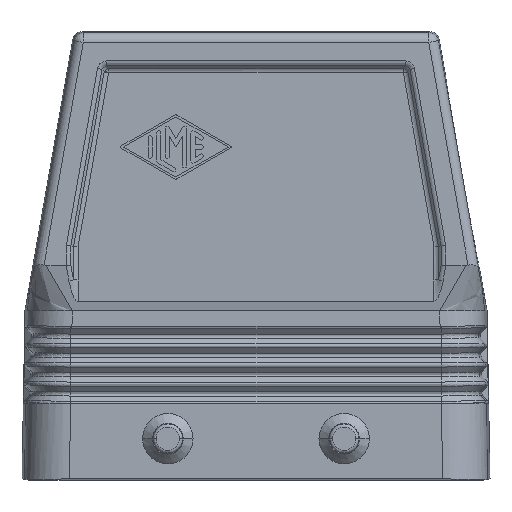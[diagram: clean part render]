
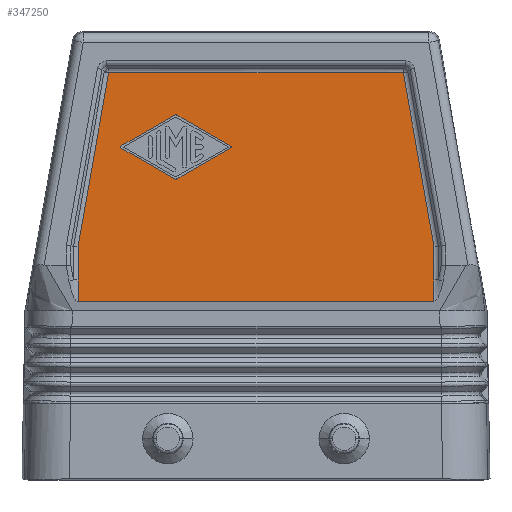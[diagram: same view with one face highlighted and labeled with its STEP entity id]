
A CAD part, front view. The second image highlights one B-rep face of the part: STEP entity #347250.
In plain terms, the highlighted face is planar.
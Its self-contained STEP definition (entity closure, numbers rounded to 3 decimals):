
#23780=CARTESIAN_POINT('',(74.12,40.071,
47.044));
#23790=VERTEX_POINT('',#23780);
#23950=CARTESIAN_POINT('',(74.12,39.74,
47.044));
#23960=VERTEX_POINT('',#23950);
#23990=CARTESIAN_POINT('',(74.12,39.906,47.334));
#24000=DIRECTION('',(-1.,0.,0.));
#24010=DIRECTION('',(0.,-1.,0.));
#24020=AXIS2_PLACEMENT_3D('',#23990,#24000,#24010);
#24030=CIRCLE('',#24020,0.333);
#24040=EDGE_CURVE('',#23790,#23960,#24030,.T.);
#117440=CARTESIAN_POINT('',(74.12,39.74,
56.956));
#117450=VERTEX_POINT('',#117440);
#117610=CARTESIAN_POINT('',(74.12,40.071,
56.956));
#117620=VERTEX_POINT('',#117610);
#117650=CARTESIAN_POINT('',(74.12,39.906,56.666));
#117660=DIRECTION('',(-1.,0.,0.));
#117670=DIRECTION('',(0.,-1.,0.));
#117680=AXIS2_PLACEMENT_3D('',#117650,#117660,#117670);
#117690=CIRCLE('',#117680,0.333);
#117700=EDGE_CURVE('',#117450,#117620,#117690,.T.);
#187360=CARTESIAN_POINT('',(74.12,31.324,
51.855));
#187370=VERTEX_POINT('',#187360);
#187400=CARTESIAN_POINT('',(74.12,24.963,
55.491));
#187410=DIRECTION('',(0.,-0.868,0.496));
#187420=VECTOR('',#187410,1.);
#187430=LINE('',#187400,#187420);
#187440=EDGE_CURVE('',#23960,#187370,#187430,.T.);
#187670=CARTESIAN_POINT('',(74.12,31.324,
52.145));
#187680=VERTEX_POINT('',#187670);
#187780=CARTESIAN_POINT('',(74.12,24.963,
48.509));
#187790=DIRECTION('',(0.,0.868,0.496));
#187800=VECTOR('',#187790,1.);
#187810=LINE('',#187780,#187800);
#187820=EDGE_CURVE('',#187680,#117450,#187810,.T.);
#279680=CARTESIAN_POINT('',(74.12,48.487,
52.145));
#279690=VERTEX_POINT('',#279680);
#279720=CARTESIAN_POINT('',(74.12,24.963,
65.591));
#279730=DIRECTION('',(0.,0.868,-0.496));
#279740=VECTOR('',#279730,1.);
#279750=LINE('',#279720,#279740);
#279760=EDGE_CURVE('',#117620,#279690,#279750,.T.);
#344400=CARTESIAN_POINT('',(74.12,48.487,
51.855));
#344410=VERTEX_POINT('',#344400);
#344440=CARTESIAN_POINT('',(74.12,48.405,52.));
#344450=DIRECTION('',(-1.,0.,0.));
#344460=DIRECTION('',(0.,-1.,0.));
#344470=AXIS2_PLACEMENT_3D('',#344440,#344450,#344460);
#344480=CIRCLE('',#344470,0.167);
#344490=EDGE_CURVE('',#279690,#344410,#344480,.T.);
#346250=CARTESIAN_POINT('',(74.12,54.827,
50.993));
#346260=DIRECTION('',(1.,0.,0.));
#346270=DIRECTION('',(0.,1.,0.));
#346280=AXIS2_PLACEMENT_3D('',#346250,#346260,#346270);
#346290=PLANE('',#346280);
#346300=CARTESIAN_POINT('',(74.12,31.407,52.));
#346310=DIRECTION('',(-1.,0.,0.));
#346320=DIRECTION('',(0.,-1.,0.));
#346330=AXIS2_PLACEMENT_3D('',#346300,#346310,#346320);
#346340=CIRCLE('',#346330,0.167);
#346350=EDGE_CURVE('',#187370,#187680,#346340,.T.);
#346360=ORIENTED_EDGE('',*,*,#346350,.F.);
#346370=ORIENTED_EDGE('',*,*,#187820,.F.);
#346380=ORIENTED_EDGE('',*,*,#117700,.F.);
#346390=ORIENTED_EDGE('',*,*,#279760,.F.);
#346400=ORIENTED_EDGE('',*,*,#344490,.F.);
#346410=CARTESIAN_POINT('',(74.12,24.963,
38.409));
#346420=DIRECTION('',(0.,-0.868,-0.496));
#346430=VECTOR('',#346420,1.);
#346440=LINE('',#346410,#346430);
#346450=EDGE_CURVE('',#344410,#23790,#346440,.T.);
#346460=ORIENTED_EDGE('',*,*,#346450,.F.);
#346470=ORIENTED_EDGE('',*,*,#24040,.F.);
#346480=ORIENTED_EDGE('',*,*,#187440,.F.);
#346490=EDGE_LOOP('',(#346480,#346470,#346460,#346400,#346390,#346380,
#346370,#346360));
#346500=FACE_BOUND('',#346490,.T.);
#346510=CARTESIAN_POINT('',(74.12,25.163,
63.586));
#346520=DIRECTION('',(0.,1.,0.));
#346530=VECTOR('',#346520,1.);
#346540=LINE('',#346510,#346530);
#346550=CARTESIAN_POINT('',(74.12,4.434,
63.586));
#346560=VERTEX_POINT('',#346550);
#346570=CARTESIAN_POINT('',(74.12,50.387,
63.586));
#346580=VERTEX_POINT('',#346570);
#346590=EDGE_CURVE('',#346560,#346580,#346540,.T.);
#346600=ORIENTED_EDGE('',*,*,#346590,.T.);
#346610=CARTESIAN_POINT('',(74.12,-0.738,
34.229));
#346620=DIRECTION('',(0.,0.174,0.985));
#346630=VECTOR('',#346620,1.);
#346640=LINE('',#346610,#346630);
#346650=CARTESIAN_POINT('',(74.12,-0.345,
36.458));
#346660=VERTEX_POINT('',#346650);
#346670=EDGE_CURVE('',#346660,#346560,#346640,.T.);
#346680=ORIENTED_EDGE('',*,*,#346670,.T.);
#346690=CARTESIAN_POINT('',(74.12,-0.345,
34.229));
#346700=DIRECTION('',(0.,0.,1.));
#346710=VECTOR('',#346700,1.);
#346720=LINE('',#346690,#346710);
#346730=CARTESIAN_POINT('',(74.12,-0.345,
31.259));
#346740=VERTEX_POINT('',#346730);
#346750=EDGE_CURVE('',#346740,#346660,#346720,.T.);
#346760=ORIENTED_EDGE('',*,*,#346750,.T.);
#346770=CARTESIAN_POINT('',(74.12,-0.345,
31.259));
#346780=CARTESIAN_POINT('',(74.12,-0.345,
30.694));
#346790=CARTESIAN_POINT('',(74.12,-0.345,
30.13));
#346800=CARTESIAN_POINT('',(74.12,-0.345,
29.565));
#346810=CARTESIAN_POINT('',(74.12,-0.345,
29.));
#346820=CARTESIAN_POINT('',(74.12,-0.345,
28.436));
#346830=CARTESIAN_POINT('',(74.12,-0.345,
27.871));
#346840=B_SPLINE_CURVE_WITH_KNOTS('',6,(#346770,#346780,#346790,#346800,
#346810,#346820,#346830),.UNSPECIFIED.,.F.,.F.,(7,7),(0.,1.),
.UNSPECIFIED.);
#346850=CARTESIAN_POINT('',(74.12,-0.345,
27.871));
#346860=VERTEX_POINT('',#346850);
#346870=EDGE_CURVE('',#346740,#346860,#346840,.T.);
#346880=ORIENTED_EDGE('',*,*,#346870,.F.);
#346890=CARTESIAN_POINT('',(74.12,25.163,
27.871));
#346900=DIRECTION('',(0.,1.,0.));
#346910=VECTOR('',#346900,1.);
#346920=LINE('',#346890,#346910);
#346930=CARTESIAN_POINT('',(74.12,55.165,
27.871));
#346940=VERTEX_POINT('',#346930);
#346950=EDGE_CURVE('',#346860,#346940,#346920,.T.);
#346960=ORIENTED_EDGE('',*,*,#346950,.F.);
#346970=CARTESIAN_POINT('',(74.12,55.165,
27.871));
#346980=CARTESIAN_POINT('',(74.12,55.165,
28.436));
#346990=CARTESIAN_POINT('',(74.12,55.165,
29.));
#347000=CARTESIAN_POINT('',(74.12,55.165,
29.565));
#347010=CARTESIAN_POINT('',(74.12,55.165,
30.13));
#347020=CARTESIAN_POINT('',(74.12,55.165,
30.694));
#347030=CARTESIAN_POINT('',(74.12,55.165,
31.259));
#347040=B_SPLINE_CURVE_WITH_KNOTS('',6,(#346970,#346980,#346990,#347000,
#347010,#347020,#347030),.UNSPECIFIED.,.F.,.F.,(7,7),(0.,1.),
.UNSPECIFIED.);
#347050=CARTESIAN_POINT('',(74.12,55.165,
31.259));
#347060=VERTEX_POINT('',#347050);
#347070=EDGE_CURVE('',#346940,#347060,#347040,.T.);
#347080=ORIENTED_EDGE('',*,*,#347070,.F.);
#347090=CARTESIAN_POINT('',(74.12,55.165,
34.229));
#347100=DIRECTION('',(0.,0.,1.));
#347110=VECTOR('',#347100,1.);
#347120=LINE('',#347090,#347110);
#347130=CARTESIAN_POINT('',(74.12,55.165,
36.464));
#347140=VERTEX_POINT('',#347130);
#347150=EDGE_CURVE('',#347060,#347140,#347120,.T.);
#347160=ORIENTED_EDGE('',*,*,#347150,.F.);
#347170=CARTESIAN_POINT('',(74.12,55.559,
34.229));
#347180=DIRECTION('',(0.,-0.174,0.985));
#347190=VECTOR('',#347180,1.);
#347200=LINE('',#347170,#347190);
#347210=EDGE_CURVE('',#347140,#346580,#347200,.T.);
#347220=ORIENTED_EDGE('',*,*,#347210,.F.);
#347230=EDGE_LOOP('',(#347220,#347160,#347080,#346960,#346880,#346760,
#346680,#346600));
#347240=FACE_OUTER_BOUND('',#347230,.T.);
#347250=ADVANCED_FACE('',(#346500,#347240),#346290,.F.);
